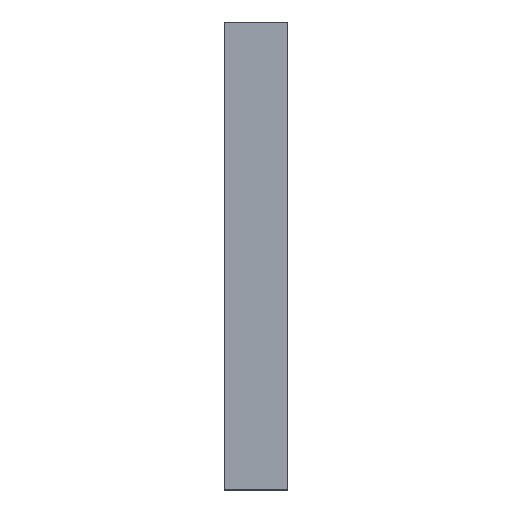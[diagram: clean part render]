
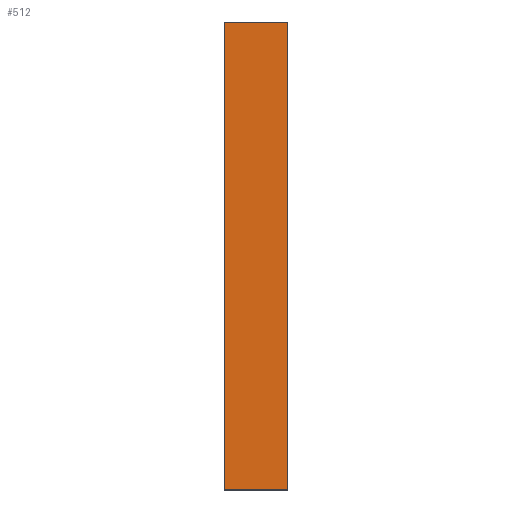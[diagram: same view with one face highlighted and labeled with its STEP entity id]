
A CAD part, left-side view. The second image highlights one B-rep face of the part: STEP entity #512.
In plain terms, the highlighted planar face has unit normal (-1, 0, 0).
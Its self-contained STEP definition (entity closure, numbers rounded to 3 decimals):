
#14 = CARTESIAN_POINT ( 'NONE',  ( -66., -6., 0. ) ) ;
#49 = ORIENTED_EDGE ( 'NONE', *, *, #706, .F. ) ;
#104 = CARTESIAN_POINT ( 'NONE',  ( -66., -6., 0. ) ) ;
#116 = DIRECTION ( 'NONE',  ( 0., 0., 1. ) ) ;
#127 = VERTEX_POINT ( 'NONE', #925 ) ;
#210 = DIRECTION ( 'NONE',  ( -1., 0., 0. ) ) ;
#215 = EDGE_CURVE ( 'NONE', #127, #552, #1101, .T. ) ;
#219 = VECTOR ( 'NONE', #390, 1000. ) ;
#259 = ORIENTED_EDGE ( 'NONE', *, *, #735, .F. ) ;
#306 = VECTOR ( 'NONE', #1019, 1000. ) ;
#335 = EDGE_LOOP ( 'NONE', ( #49, #259, #751, #871 ) ) ;
#344 = VERTEX_POINT ( 'NONE', #971 ) ;
#345 = CARTESIAN_POINT ( 'NONE',  ( -66., 0., 0. ) ) ;
#390 = DIRECTION ( 'NONE',  ( 0., 1., 0. ) ) ;
#402 = LINE ( 'NONE', #345, #894 ) ;
#412 = AXIS2_PLACEMENT_3D ( 'NONE', #104, #210, #116 ) ;
#460 = CARTESIAN_POINT ( 'NONE',  ( -66., -6., -44. ) ) ;
#478 = CARTESIAN_POINT ( 'NONE',  ( -66., -6., 0. ) ) ;
#512 = ADVANCED_FACE ( 'NONE', ( #808 ), #990, .T. ) ;
#552 = VERTEX_POINT ( 'NONE', #1229 ) ;
#556 = EDGE_CURVE ( 'NONE', #771, #127, #590, .T. ) ;
#590 = LINE ( 'NONE', #14, #306 ) ;
#696 = DIRECTION ( 'NONE',  ( 0., 1., 0. ) ) ;
#706 = EDGE_CURVE ( 'NONE', #344, #552, #402, .T. ) ;
#735 = EDGE_CURVE ( 'NONE', #771, #344, #1342, .T. ) ;
#751 = ORIENTED_EDGE ( 'NONE', *, *, #556, .T. ) ;
#771 = VERTEX_POINT ( 'NONE', #460 ) ;
#808 = FACE_OUTER_BOUND ( 'NONE', #335, .T. ) ;
#813 = DIRECTION ( 'NONE',  ( 0., 0., 1. ) ) ;
#871 = ORIENTED_EDGE ( 'NONE', *, *, #215, .T. ) ;
#894 = VECTOR ( 'NONE', #813, 1000. ) ;
#925 = CARTESIAN_POINT ( 'NONE',  ( -66., -6., 0. ) ) ;
#971 = CARTESIAN_POINT ( 'NONE',  ( -66., 0., -44. ) ) ;
#990 = PLANE ( 'NONE',  #412 ) ;
#1019 = DIRECTION ( 'NONE',  ( 0., 0., 1. ) ) ;
#1101 = LINE ( 'NONE', #478, #219 ) ;
#1214 = VECTOR ( 'NONE', #696, 1000. ) ;
#1229 = CARTESIAN_POINT ( 'NONE',  ( -66., 0., 0. ) ) ;
#1234 = CARTESIAN_POINT ( 'NONE',  ( -66., -6., -44. ) ) ;
#1342 = LINE ( 'NONE', #1234, #1214 ) ;
